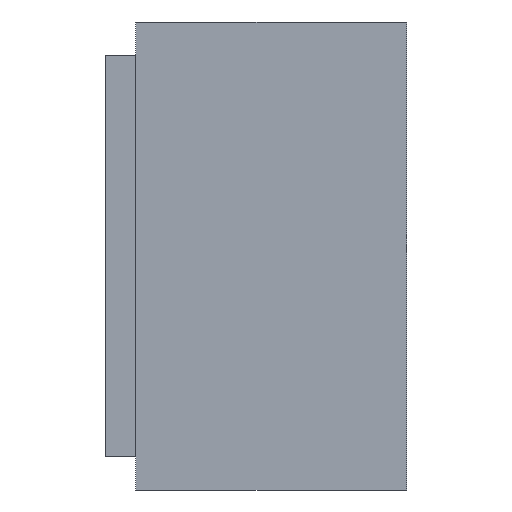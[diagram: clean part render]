
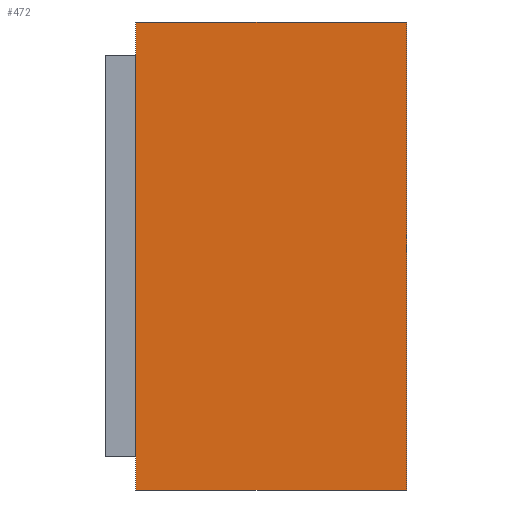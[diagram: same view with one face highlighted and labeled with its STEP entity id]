
A CAD part, left-side view. The second image highlights one B-rep face of the part: STEP entity #472.
In plain terms, the highlighted planar face has unit normal (-1, 0, 0).
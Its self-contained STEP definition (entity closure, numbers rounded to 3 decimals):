
#41=FACE_OUTER_BOUND('',#67,.T.);
#67=EDGE_LOOP('',(#328,#329,#330,#331));
#97=LINE('',#691,#153);
#102=LINE('',#702,#158);
#104=LINE('',#705,#160);
#105=LINE('',#706,#161);
#153=VECTOR('',#556,10.);
#158=VECTOR('',#565,10.);
#160=VECTOR('',#569,10.);
#161=VECTOR('',#570,10.);
#207=VERTEX_POINT('',#685);
#209=VERTEX_POINT('',#689);
#212=VERTEX_POINT('',#699);
#213=VERTEX_POINT('',#701);
#253=EDGE_CURVE('',#207,#209,#97,.T.);
#258=EDGE_CURVE('',#212,#213,#102,.T.);
#260=EDGE_CURVE('',#207,#212,#104,.F.);
#261=EDGE_CURVE('',#213,#209,#105,.T.);
#328=ORIENTED_EDGE('',*,*,#260,.F.);
#329=ORIENTED_EDGE('',*,*,#253,.T.);
#330=ORIENTED_EDGE('',*,*,#261,.F.);
#331=ORIENTED_EDGE('',*,*,#258,.F.);
#451=PLANE('',#513);
#472=ADVANCED_FACE('',(#41),#451,.F.);
#513=AXIS2_PLACEMENT_3D('',#704,#567,#568);
#556=DIRECTION('',(0.,-1.,0.));
#565=DIRECTION('',(0.,-1.,0.));
#567=DIRECTION('center_axis',(1.,0.,0.));
#568=DIRECTION('ref_axis',(0.,0.,1.));
#569=DIRECTION('',(0.,0.,-1.));
#570=DIRECTION('',(0.,0.,-1.));
#685=CARTESIAN_POINT('',(55.65,15.07,-95.48));
#689=CARTESIAN_POINT('',(55.65,1.57,-95.48));
#691=CARTESIAN_POINT('',(55.65,15.57,-95.48));
#699=CARTESIAN_POINT('',(55.65,15.07,-72.16));
#701=CARTESIAN_POINT('',(55.65,1.57,-72.16));
#702=CARTESIAN_POINT('',(55.65,15.57,-72.16));
#704=CARTESIAN_POINT('Origin',(55.65,15.57,-95.48));
#705=CARTESIAN_POINT('',(55.65,15.07,-89.65));
#706=CARTESIAN_POINT('',(55.65,1.57,-89.65));
